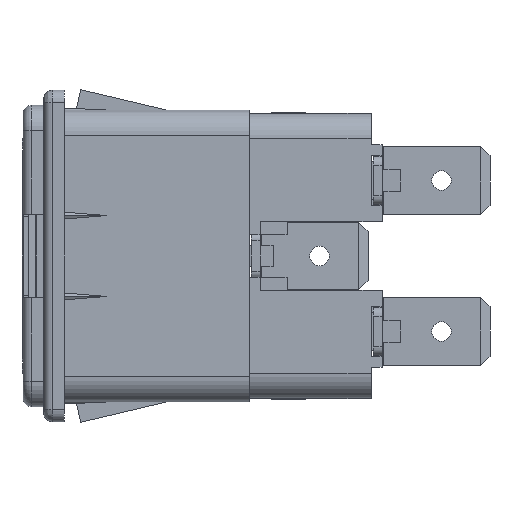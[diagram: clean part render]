
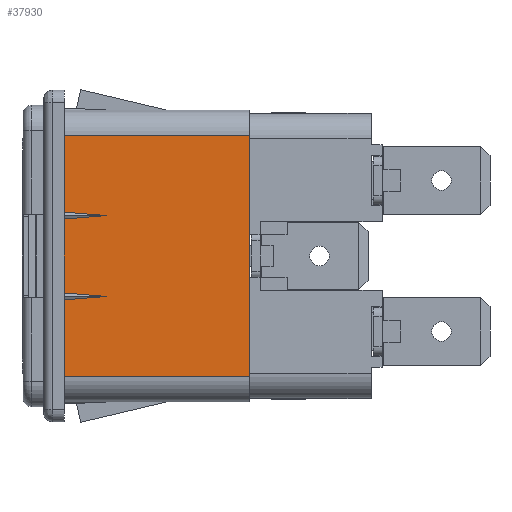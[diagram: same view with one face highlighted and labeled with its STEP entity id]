
A CAD part, left-side view. The second image highlights one B-rep face of the part: STEP entity #37930.
In plain terms, the highlighted planar face has unit normal (-1, 0, 0).
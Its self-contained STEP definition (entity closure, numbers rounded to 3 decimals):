
#425 = CARTESIAN_POINT ( 'NONE',  ( -15.431, 16.918, 4.042 ) ) ;
#502 = CARTESIAN_POINT ( 'NONE',  ( -15.431, 16.48, -4.001 ) ) ;
#891 = CARTESIAN_POINT ( 'NONE',  ( -15.431, 13.916, -3.782 ) ) ;
#915 = EDGE_LOOP ( 'NONE', ( #13208, #32446, #15473, #3175, #1991, #29594, #5646, #5709, #3824, #34860 ) ) ;
#944 = CARTESIAN_POINT ( 'NONE',  ( -15.431, 0., -11.163 ) ) ;
#1015 = CARTESIAN_POINT ( 'NONE',  ( -15.431, 13.916, 3.782 ) ) ;
#1276 = CARTESIAN_POINT ( 'NONE',  ( -15.431, 15.321, -3.895 ) ) ;
#1593 = VECTOR ( 'NONE', #11940, 1000. ) ;
#1710 = LINE ( 'NONE', #38778, #14892 ) ;
#1879 = DIRECTION ( 'NONE',  ( 0., 0., 1. ) ) ;
#1991 = ORIENTED_EDGE ( 'NONE', *, *, #33077, .F. ) ;
#2258 = CARTESIAN_POINT ( 'NONE',  ( -15.431, 17.145, -4.064 ) ) ;
#2844 = CARTESIAN_POINT ( 'NONE',  ( -15.431, 16.918, -3.451 ) ) ;
#3055 = VECTOR ( 'NONE', #28957, 1000. ) ;
#3175 = ORIENTED_EDGE ( 'NONE', *, *, #24943, .T. ) ;
#3627 = CARTESIAN_POINT ( 'NONE',  ( -15.431, 13.527, 3.759 ) ) ;
#3824 = ORIENTED_EDGE ( 'NONE', *, *, #34179, .F. ) ;
#3830 = CARTESIAN_POINT ( 'NONE',  ( -15.431, 13.183, 3.746 ) ) ;
#3979 = CARTESIAN_POINT ( 'NONE',  ( -15.431, 17.145, 11.163 ) ) ;
#4283 = CARTESIAN_POINT ( 'NONE',  ( -15.431, 14.343, -3.813 ) ) ;
#4317 = CARTESIAN_POINT ( 'NONE',  ( -15.431, 15.876, 3.548 ) ) ;
#4437 = CARTESIAN_POINT ( 'NONE',  ( -15.431, 0., 11.163 ) ) ;
#4502 = VERTEX_POINT ( 'NONE', #21157 ) ;
#4723 = DIRECTION ( 'NONE',  ( 0., 1., 0. ) ) ;
#4784 = EDGE_CURVE ( 'NONE', #37854, #17068, #19435, .T. ) ;
#4921 = CARTESIAN_POINT ( 'NONE',  ( -15.431, 14.343, 3.68 ) ) ;
#5646 = ORIENTED_EDGE ( 'NONE', *, *, #4784, .F. ) ;
#5709 = ORIENTED_EDGE ( 'NONE', *, *, #34242, .F. ) ;
#5766 = CARTESIAN_POINT ( 'NONE',  ( -15.431, 0., -11.163 ) ) ;
#5831 = CARTESIAN_POINT ( 'NONE',  ( -15.431, 17.145, -3.429 ) ) ;
#6845 = CARTESIAN_POINT ( 'NONE',  ( -15.431, 15.321, 3.895 ) ) ;
#6924 = CARTESIAN_POINT ( 'NONE',  ( -15.431, 14.81, -3.851 ) ) ;
#7862 = EDGE_CURVE ( 'NONE', #20329, #16099, #1710, .T. ) ;
#8363 = CARTESIAN_POINT ( 'NONE',  ( -15.431, 17.145, -11.163 ) ) ;
#8392 = B_SPLINE_CURVE_WITH_KNOTS ( 'NONE', 3,
 ( #9516, #31351, #502, #19304, #1276, #6924, #4283, #891, #24931, #37542, #36957 ),
 .UNSPECIFIED., .F., .F.,
 ( 4, 1, 1, 1, 1, 1, 1, 1, 4 ),
 ( 0., 0.125, 0.25, 0.375, 0.5, 0.625, 0.75, 0.875, 1. ),
 .UNSPECIFIED. ) ;
#8797 = VERTEX_POINT ( 'NONE', #2258 ) ;
#8868 = CARTESIAN_POINT ( 'NONE',  ( -15.431, 14.81, -3.642 ) ) ;
#9445 = CARTESIAN_POINT ( 'NONE',  ( -15.431, 14.81, 3.851 ) ) ;
#9516 = CARTESIAN_POINT ( 'NONE',  ( -15.431, 17.145, -4.064 ) ) ;
#11864 = CARTESIAN_POINT ( 'NONE',  ( -15.431, 14.343, -3.68 ) ) ;
#11940 = DIRECTION ( 'NONE',  ( 0., 0., 1. ) ) ;
#12771 = EDGE_CURVE ( 'NONE', #8797, #32037, #8392, .T. ) ;
#13208 = ORIENTED_EDGE ( 'NONE', *, *, #39398, .F. ) ;
#13518 = CARTESIAN_POINT ( 'NONE',  ( -15.431, 16.918, 3.451 ) ) ;
#14674 = CARTESIAN_POINT ( 'NONE',  ( -15.431, 13.183, -3.746 ) ) ;
#14892 = VECTOR ( 'NONE', #4723, 1000. ) ;
#14978 = B_SPLINE_CURVE_WITH_KNOTS ( 'NONE', 3,
 ( #3830, #37664, #3627, #1015, #37275, #9445, #6845, #33681, #33884, #425, #31466 ),
 .UNSPECIFIED., .F., .F.,
 ( 4, 1, 1, 1, 1, 1, 1, 1, 4 ),
 ( 0., 0.125, 0.25, 0.375, 0.5, 0.625, 0.75, 0.875, 1. ),
 .UNSPECIFIED. ) ;
#15060 = CARTESIAN_POINT ( 'NONE',  ( -15.431, 17.145, -3.429 ) ) ;
#15473 = ORIENTED_EDGE ( 'NONE', *, *, #29018, .T. ) ;
#15645 = EDGE_CURVE ( 'NONE', #17068, #4502, #14978, .T. ) ;
#15967 = DIRECTION ( 'NONE',  ( 0., 0., 1. ) ) ;
#16099 = VERTEX_POINT ( 'NONE', #37233 ) ;
#16165 = LINE ( 'NONE', #944, #19186 ) ;
#16351 = CARTESIAN_POINT ( 'NONE',  ( -15.431, 0., 11.163 ) ) ;
#16350 = CARTESIAN_POINT ( 'NONE',  ( -15.431, 17.145, 4.064 ) ) ;
#16938 = CARTESIAN_POINT ( 'NONE',  ( -15.431, 14.81, 3.642 ) ) ;
#17068 = VERTEX_POINT ( 'NONE', #20410 ) ;
#18198 = FACE_OUTER_BOUND ( 'NONE', #915, .T. ) ;
#19186 = VECTOR ( 'NONE', #1879, 1000. ) ;
#19304 = CARTESIAN_POINT ( 'NONE',  ( -15.431, 15.876, -3.945 ) ) ;
#19350 = LINE ( 'NONE', #16351, #3055 ) ;
#19435 = B_SPLINE_CURVE_WITH_KNOTS ( 'NONE', 3,
 ( #32159, #13518, #32368, #4317, #38363, #16938, #4921, #29158, #25355, #34765, #34963 ),
 .UNSPECIFIED., .F., .F.,
 ( 4, 1, 1, 1, 1, 1, 1, 1, 4 ),
 ( 0., 0.125, 0.25, 0.375, 0.5, 0.625, 0.75, 0.875, 1. ),
 .UNSPECIFIED. ) ;
#19500 = CARTESIAN_POINT ( 'NONE',  ( -15.431, 13.183, -3.746 ) ) ;
#20329 = VERTEX_POINT ( 'NONE', #5766 ) ;
#20410 = CARTESIAN_POINT ( 'NONE',  ( -15.431, 13.183, 3.746 ) ) ;
#21075 = CARTESIAN_POINT ( 'NONE',  ( -15.431, 15.321, -3.598 ) ) ;
#21157 = CARTESIAN_POINT ( 'NONE',  ( -15.431, 17.145, 4.064 ) ) ;
#21695 = VECTOR ( 'NONE', #15967, 1000. ) ;
#23385 = VERTEX_POINT ( 'NONE', #3979 ) ;
#24392 = DIRECTION ( 'NONE',  ( -1., 0., 0. ) ) ;
#24931 = CARTESIAN_POINT ( 'NONE',  ( -15.431, 13.527, -3.759 ) ) ;
#24943 = EDGE_CURVE ( 'NONE', #28206, #23385, #19350, .T. ) ;
#24950 = VECTOR ( 'NONE', #36899, 1000. ) ;
#25001 = PLANE ( 'NONE',  #32230 ) ;
#25355 = CARTESIAN_POINT ( 'NONE',  ( -15.431, 13.527, 3.734 ) ) ;
#26904 = CARTESIAN_POINT ( 'NONE',  ( -15.431, 13.527, -3.734 ) ) ;
#27822 = CARTESIAN_POINT ( 'NONE',  ( -15.431, 17.145, 3.429 ) ) ;
#28148 = B_SPLINE_CURVE_WITH_KNOTS ( 'NONE', 3,
 ( #14674, #39315, #26904, #36113, #11864, #8868, #21075, #33296, #30289, #2844, #15060 ),
 .UNSPECIFIED., .F., .F.,
 ( 4, 1, 1, 1, 1, 1, 1, 1, 4 ),
 ( 0., 0.125, 0.25, 0.375, 0.5, 0.625, 0.75, 0.875, 1. ),
 .UNSPECIFIED. ) ;
#28206 = VERTEX_POINT ( 'NONE', #4437 ) ;
#28570 = LINE ( 'NONE', #16350, #21695 ) ;
#28957 = DIRECTION ( 'NONE',  ( 0., 1., 0. ) ) ;
#29018 = EDGE_CURVE ( 'NONE', #20329, #28206, #16165, .T. ) ;
#29158 = CARTESIAN_POINT ( 'NONE',  ( -15.431, 13.916, 3.711 ) ) ;
#29594 = ORIENTED_EDGE ( 'NONE', *, *, #15645, .F. ) ;
#30289 = CARTESIAN_POINT ( 'NONE',  ( -15.431, 16.48, -3.492 ) ) ;
#31099 = LINE ( 'NONE', #36498, #24950 ) ;
#31351 = CARTESIAN_POINT ( 'NONE',  ( -15.431, 16.918, -4.042 ) ) ;
#31466 = CARTESIAN_POINT ( 'NONE',  ( -15.431, 17.145, 4.064 ) ) ;
#32037 = VERTEX_POINT ( 'NONE', #19500 ) ;
#32159 = CARTESIAN_POINT ( 'NONE',  ( -15.431, 17.145, 3.429 ) ) ;
#32230 = AXIS2_PLACEMENT_3D ( 'NONE', #33629, #24392, #37220 ) ;
#32368 = CARTESIAN_POINT ( 'NONE',  ( -15.431, 16.48, 3.492 ) ) ;
#32446 = ORIENTED_EDGE ( 'NONE', *, *, #7862, .F. ) ;
#33077 = EDGE_CURVE ( 'NONE', #4502, #23385, #28570, .T. ) ;
#33186 = LINE ( 'NONE', #8363, #1593 ) ;
#33296 = CARTESIAN_POINT ( 'NONE',  ( -15.431, 15.876, -3.548 ) ) ;
#33629 = CARTESIAN_POINT ( 'NONE',  ( -15.431, 0., -13.525 ) ) ;
#33681 = CARTESIAN_POINT ( 'NONE',  ( -15.431, 15.876, 3.945 ) ) ;
#33884 = CARTESIAN_POINT ( 'NONE',  ( -15.431, 16.48, 4.001 ) ) ;
#34179 = EDGE_CURVE ( 'NONE', #32037, #39138, #28148, .T. ) ;
#34242 = EDGE_CURVE ( 'NONE', #39138, #37854, #31099, .T. ) ;
#34765 = CARTESIAN_POINT ( 'NONE',  ( -15.431, 13.293, 3.744 ) ) ;
#34860 = ORIENTED_EDGE ( 'NONE', *, *, #12771, .F. ) ;
#34963 = CARTESIAN_POINT ( 'NONE',  ( -15.431, 13.183, 3.746 ) ) ;
#36113 = CARTESIAN_POINT ( 'NONE',  ( -15.431, 13.916, -3.711 ) ) ;
#36498 = CARTESIAN_POINT ( 'NONE',  ( -15.431, 17.145, -3.429 ) ) ;
#36899 = DIRECTION ( 'NONE',  ( 0., 0., 1. ) ) ;
#36957 = CARTESIAN_POINT ( 'NONE',  ( -15.431, 13.183, -3.746 ) ) ;
#37220 = DIRECTION ( 'NONE',  ( 0., 0., 1. ) ) ;
#37233 = CARTESIAN_POINT ( 'NONE',  ( -15.431, 17.145, -11.163 ) ) ;
#37275 = CARTESIAN_POINT ( 'NONE',  ( -15.431, 14.343, 3.813 ) ) ;
#37542 = CARTESIAN_POINT ( 'NONE',  ( -15.431, 13.293, -3.749 ) ) ;
#37664 = CARTESIAN_POINT ( 'NONE',  ( -15.431, 13.293, 3.749 ) ) ;
#37854 = VERTEX_POINT ( 'NONE', #27822 ) ;
#37930 = ADVANCED_FACE ( 'NONE', ( #18198 ), #25001, .T. ) ;
#38363 = CARTESIAN_POINT ( 'NONE',  ( -15.431, 15.321, 3.598 ) ) ;
#38778 = CARTESIAN_POINT ( 'NONE',  ( -15.431, 0., -11.163 ) ) ;
#39138 = VERTEX_POINT ( 'NONE', #5831 ) ;
#39315 = CARTESIAN_POINT ( 'NONE',  ( -15.431, 13.293, -3.744 ) ) ;
#39398 = EDGE_CURVE ( 'NONE', #16099, #8797, #33186, .T. ) ;
